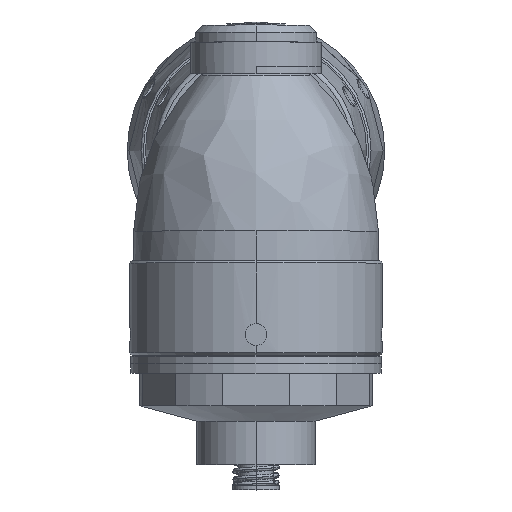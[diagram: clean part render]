
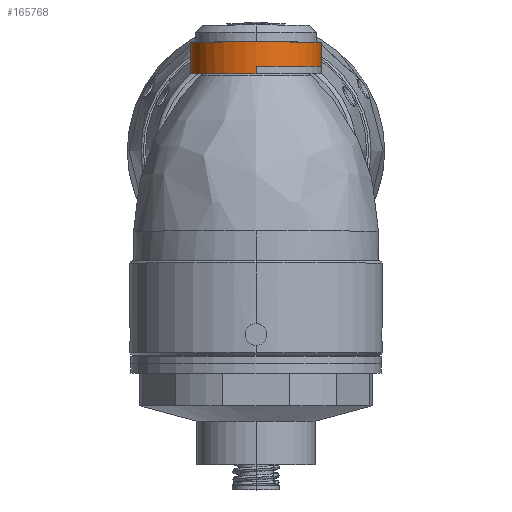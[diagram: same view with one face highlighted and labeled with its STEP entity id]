
A CAD part, top view. The second image highlights one B-rep face of the part: STEP entity #165768.
In plain terms, the highlighted cylindrical face has radius 13.5 mm (diameter 27 mm), a partial arc.
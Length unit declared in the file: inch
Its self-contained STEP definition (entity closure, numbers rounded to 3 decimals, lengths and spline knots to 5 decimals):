
#155090=DIRECTION('',(0.,1.,0.));
#155091=VECTOR('',#155090,0.19685);
#155092=CARTESIAN_POINT('',(-0.52535,0.66929,
19.90562));
#155093=LINE('',#155092,#155091);
#155112=CARTESIAN_POINT('',(0.,0.66929,19.98622));
#155113=DIRECTION('',(0.,-1.,0.));
#155114=DIRECTION('',(-0.988,0.,-0.152));
#155115=AXIS2_PLACEMENT_3D('',#155112,#155113,#155114);
#155117=DIRECTION('',(0.,1.,0.));
#155118=VECTOR('',#155117,0.19685);
#155119=CARTESIAN_POINT('',(0.52535,0.66929,
19.90562));
#155120=LINE('',#155119,#155118);
#155121=CARTESIAN_POINT('',(0.,0.61024,19.98622));
#155122=DIRECTION('',(0.,-1.,0.));
#155123=DIRECTION('',(0.,0.,1.));
#155124=AXIS2_PLACEMENT_3D('',#155121,#155122,#155123);
#155126=CARTESIAN_POINT('',(0.,0.86614,19.98622));
#155127=DIRECTION('',(0.,-1.,0.));
#155128=DIRECTION('',(0.988,0.,-0.152));
#155129=AXIS2_PLACEMENT_3D('',#155126,#155127,#155128);
#164971=CARTESIAN_POINT('',(0.,0.61024,19.98622));
#164972=DIRECTION('',(0.,-1.,0.));
#164973=DIRECTION('',(-0.399,0.,-0.917));
#164974=AXIS2_PLACEMENT_3D('',#164971,#164972,#164973);
#164981=CARTESIAN_POINT('',(0.,0.66929,19.98622));
#164982=DIRECTION('',(0.,1.,0.));
#164983=DIRECTION('',(0.,0.,1.));
#164984=AXIS2_PLACEMENT_3D('',#164981,#164982,#164983);
#164991=DIRECTION('',(0.,1.,0.));
#164992=VECTOR('',#164991,0.05906);
#164993=CARTESIAN_POINT('',(0.,0.61024,19.45472));
#164994=LINE('',#164993,#164992);
#165000=DIRECTION('',(0.,1.,0.));
#165001=VECTOR('',#165000,0.05906);
#165002=CARTESIAN_POINT('',(0.,0.61024,20.51772));
#165003=LINE('',#165002,#165001);
#165488=CARTESIAN_POINT('',(-0.21201,0.61024,
19.49884));
#165489=CARTESIAN_POINT('',(0.,0.61024,19.45472));
#165490=VERTEX_POINT('',#165488);
#165491=VERTEX_POINT('',#165489);
#165500=CARTESIAN_POINT('',(0.,0.61024,20.51772));
#165501=VERTEX_POINT('',#165500);
#165506=CARTESIAN_POINT('',(0.52535,0.86614,
19.90562));
#165507=CARTESIAN_POINT('',(-0.52535,0.86614,
19.90562));
#165508=VERTEX_POINT('',#165506);
#165509=VERTEX_POINT('',#165507);
#165560=CARTESIAN_POINT('',(0.,0.66929,20.51772));
#165561=CARTESIAN_POINT('',(0.52535,0.66929,
19.90562));
#165562=VERTEX_POINT('',#165560);
#165563=VERTEX_POINT('',#165561);
#165564=CARTESIAN_POINT('',(-0.52535,0.66929,
19.90562));
#165565=CARTESIAN_POINT('',(0.,0.66929,19.45472));
#165566=VERTEX_POINT('',#165564);
#165567=VERTEX_POINT('',#165565);
#165745=CARTESIAN_POINT('',(0.,0.67224,19.98622));
#165746=DIRECTION('',(0.,-1.,0.));
#165747=DIRECTION('',(0.,0.,-1.));
#165748=AXIS2_PLACEMENT_3D('',#165745,#165746,#165747);
#165749=CYLINDRICAL_SURFACE('',#165748,0.5315);
#165750=ORIENTED_EDGE('',*,*,#165729,.F.);
#165751=ORIENTED_EDGE('',*,*,#165719,.T.);
#165753=ORIENTED_EDGE('',*,*,#165752,.F.);
#165755=ORIENTED_EDGE('',*,*,#165754,.F.);
#165757=ORIENTED_EDGE('',*,*,#165756,.F.);
#165759=ORIENTED_EDGE('',*,*,#165758,.F.);
#165761=ORIENTED_EDGE('',*,*,#165760,.T.);
#165763=ORIENTED_EDGE('',*,*,#165762,.T.);
#165765=ORIENTED_EDGE('',*,*,#165764,.T.);
#165766=EDGE_LOOP('',(#165750,#165751,#165753,#165755,#165757,#165759,#165761,
#165763,#165765));
#165767=FACE_OUTER_BOUND('',#165766,.F.);
#165768=ADVANCED_FACE('',(#165767),#165749,.T.);
#155116=CIRCLE('',#155115,0.5315);
#155125=CIRCLE('',#155124,0.5315);
#155130=CIRCLE('',#155129,0.5315);
#164975=CIRCLE('',#164974,0.5315);
#164985=CIRCLE('',#164984,0.5315);
#165719=EDGE_CURVE('',#165566,#165509,#155093,.T.);
#165729=EDGE_CURVE('',#165566,#165567,#155116,.T.);
#165752=EDGE_CURVE('',#165508,#165509,#155130,.T.);
#165754=EDGE_CURVE('',#165563,#165508,#155120,.T.);
#165756=EDGE_CURVE('',#165562,#165563,#164985,.T.);
#165758=EDGE_CURVE('',#165501,#165562,#165003,.T.);
#165760=EDGE_CURVE('',#165501,#165490,#155125,.T.);
#165762=EDGE_CURVE('',#165490,#165491,#164975,.T.);
#165764=EDGE_CURVE('',#165491,#165567,#164994,.T.);
